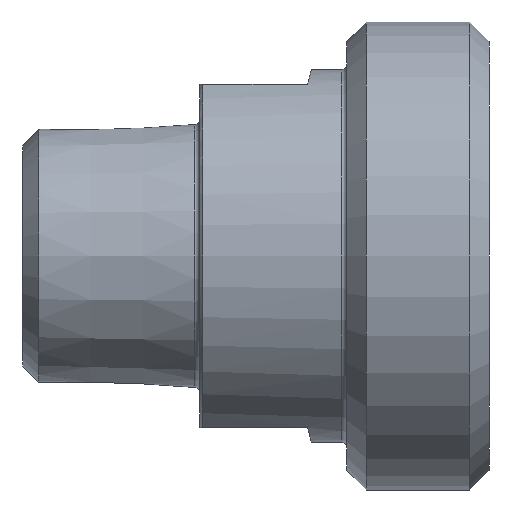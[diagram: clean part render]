
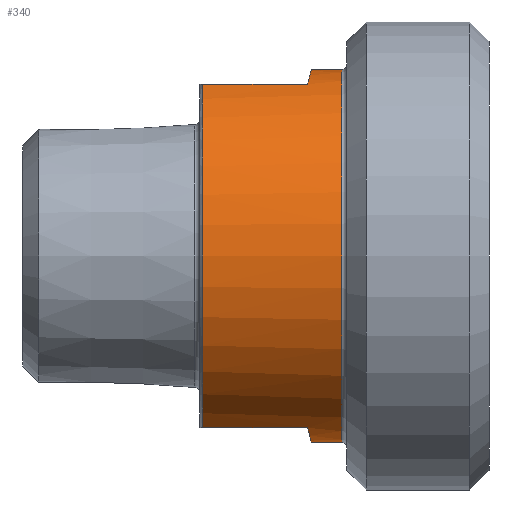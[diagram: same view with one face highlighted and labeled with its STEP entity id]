
A CAD part, front view. The second image highlights one B-rep face of the part: STEP entity #340.
In plain terms, the highlighted cylindrical face has radius 19 mm (diameter 38 mm), a full revolution.
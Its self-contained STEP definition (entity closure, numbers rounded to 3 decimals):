
#29=CIRCLE('',#384,19.);
#30=CIRCLE('',#385,19.);
#31=CIRCLE('',#386,19.);
#32=CIRCLE('',#387,19.);
#33=CIRCLE('',#388,19.);
#56=CYLINDRICAL_SURFACE('',#383,19.);
#67=FACE_OUTER_BOUND('',#88,.T.);
#88=EDGE_LOOP('',(#244,#245,#246,#247,#248,#249,#250,#251,#252,#253,#254,
#255,#256));
#110=LINE('',#554,#127);
#112=LINE('',#565,#129);
#114=LINE('',#573,#131);
#116=LINE('',#584,#133);
#117=LINE('',#590,#134);
#127=VECTOR('',#436,10.);
#129=VECTOR('',#438,10.);
#131=VECTOR('',#446,10.);
#133=VECTOR('',#448,10.);
#134=VECTOR('',#453,19.);
#143=ELLIPSE('',#378,19.67,19.);
#144=ELLIPSE('',#381,19.67,19.);
#145=VERTEX_POINT('',#548);
#146=VERTEX_POINT('',#549);
#147=VERTEX_POINT('',#553);
#150=VERTEX_POINT('',#561);
#151=VERTEX_POINT('',#567);
#152=VERTEX_POINT('',#568);
#153=VERTEX_POINT('',#572);
#156=VERTEX_POINT('',#580);
#157=VERTEX_POINT('',#586);
#158=VERTEX_POINT('',#587);
#159=VERTEX_POINT('',#589);
#178=EDGE_CURVE('',#145,#146,#143,.T.);
#180=EDGE_CURVE('',#147,#145,#110,.T.);
#184=EDGE_CURVE('',#146,#150,#112,.T.);
#185=EDGE_CURVE('',#151,#152,#144,.T.);
#187=EDGE_CURVE('',#153,#151,#114,.T.);
#191=EDGE_CURVE('',#152,#156,#116,.T.);
#192=EDGE_CURVE('',#157,#158,#29,.T.);
#193=EDGE_CURVE('',#157,#159,#117,.T.);
#194=EDGE_CURVE('',#153,#159,#30,.T.);
#195=EDGE_CURVE('',#147,#156,#31,.T.);
#196=EDGE_CURVE('',#159,#150,#32,.T.);
#197=EDGE_CURVE('',#158,#157,#33,.T.);
#244=ORIENTED_EDGE('',*,*,#192,.F.);
#245=ORIENTED_EDGE('',*,*,#193,.T.);
#246=ORIENTED_EDGE('',*,*,#194,.F.);
#247=ORIENTED_EDGE('',*,*,#187,.T.);
#248=ORIENTED_EDGE('',*,*,#185,.T.);
#249=ORIENTED_EDGE('',*,*,#191,.T.);
#250=ORIENTED_EDGE('',*,*,#195,.F.);
#251=ORIENTED_EDGE('',*,*,#180,.T.);
#252=ORIENTED_EDGE('',*,*,#178,.T.);
#253=ORIENTED_EDGE('',*,*,#184,.T.);
#254=ORIENTED_EDGE('',*,*,#196,.F.);
#255=ORIENTED_EDGE('',*,*,#193,.F.);
#256=ORIENTED_EDGE('',*,*,#197,.F.);
#340=ADVANCED_FACE('',(#67),#56,.T.);
#378=AXIS2_PLACEMENT_3D('',#550,#431,#432);
#381=AXIS2_PLACEMENT_3D('',#569,#441,#442);
#383=AXIS2_PLACEMENT_3D('',#585,#449,#450);
#384=AXIS2_PLACEMENT_3D('',#588,#451,#452);
#385=AXIS2_PLACEMENT_3D('',#591,#454,#455);
#386=AXIS2_PLACEMENT_3D('',#592,#456,#457);
#387=AXIS2_PLACEMENT_3D('',#593,#458,#459);
#388=AXIS2_PLACEMENT_3D('',#594,#460,#461);
#431=DIRECTION('center_axis',(0.966,0.,-0.259));
#432=DIRECTION('ref_axis',(0.259,0.,0.966));
#436=DIRECTION('',(1.,0.,0.));
#438=DIRECTION('',(-1.,0.,0.));
#441=DIRECTION('center_axis',(0.966,0.,0.259));
#442=DIRECTION('ref_axis',(-0.259,0.,0.966));
#446=DIRECTION('',(1.,0.,0.));
#448=DIRECTION('',(-1.,0.,0.));
#449=DIRECTION('center_axis',(1.,0.,0.));
#450=DIRECTION('ref_axis',(0.,1.,0.));
#451=DIRECTION('center_axis',(1.,0.,0.));
#452=DIRECTION('ref_axis',(0.,-1.,0.));
#453=DIRECTION('',(-1.,0.,0.));
#454=DIRECTION('center_axis',(-1.,0.,0.));
#455=DIRECTION('ref_axis',(0.,-1.,0.));
#456=DIRECTION('center_axis',(-1.,0.,0.));
#457=DIRECTION('ref_axis',(0.,-1.,0.));
#458=DIRECTION('center_axis',(-1.,0.,0.));
#459=DIRECTION('ref_axis',(0.,-1.,0.));
#460=DIRECTION('center_axis',(1.,0.,0.));
#461=DIRECTION('ref_axis',(0.,-1.,0.));
#548=CARTESIAN_POINT('',(-18.5,7.399,17.5));
#549=CARTESIAN_POINT('',(-18.5,-7.399,17.5));
#550=CARTESIAN_POINT('Origin',(-23.189,0.,0.));
#553=CARTESIAN_POINT('',(-29.2,7.399,17.5));
#554=CARTESIAN_POINT('',(-22.,7.399,17.5));
#561=CARTESIAN_POINT('',(-29.2,-7.399,17.5));
#565=CARTESIAN_POINT('',(-22.,-7.399,17.5));
#567=CARTESIAN_POINT('',(-18.5,-7.399,-17.5));
#568=CARTESIAN_POINT('',(-18.5,7.399,-17.5));
#569=CARTESIAN_POINT('Origin',(-23.189,0.,0.));
#572=CARTESIAN_POINT('',(-29.2,-7.399,-17.5));
#573=CARTESIAN_POINT('',(-22.,-7.399,-17.5));
#580=CARTESIAN_POINT('',(-29.2,7.399,-17.5));
#584=CARTESIAN_POINT('',(-22.,7.399,-17.5));
#585=CARTESIAN_POINT('Origin',(-22.,0.,0.));
#586=CARTESIAN_POINT('',(-15.,-19.,0.));
#587=CARTESIAN_POINT('',(-15.,0.,19.));
#588=CARTESIAN_POINT('Origin',(-15.,0.,0.));
#589=CARTESIAN_POINT('',(-29.2,-19.,0.));
#590=CARTESIAN_POINT('',(-22.,-19.,0.));
#591=CARTESIAN_POINT('Origin',(-29.2,0.,0.));
#592=CARTESIAN_POINT('Origin',(-29.2,0.,0.));
#593=CARTESIAN_POINT('Origin',(-29.2,0.,0.));
#594=CARTESIAN_POINT('Origin',(-15.,0.,0.));
